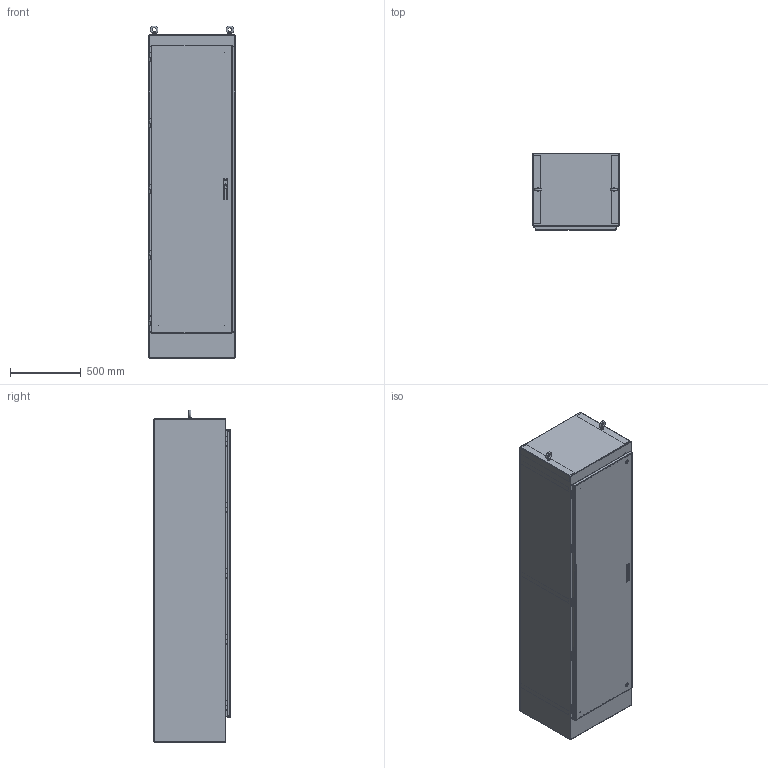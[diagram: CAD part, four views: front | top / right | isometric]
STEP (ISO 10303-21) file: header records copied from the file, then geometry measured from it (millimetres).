
FILE_DESCRIPTION( ( 'Unknown' ), '1' );
FILE_NAME( 'FRS902420_12GA_EMKA3P.stp', 'Unknown', ( 'Unknown' ), ( 'Unknown' ), 'PSStep 16.0.42', 'Unknown', ' ' );
FILE_SCHEMA( ( 'AUTOMOTIVE_DESIGN { 1 0 10303 214 1 1 1 1 }' ) );
Length unit declared in the file: millimetre
Products named in the file (24): POIGNÉE EMKA ASSEMBLÉE GAUCHE; ADAPTEUR_TIGE; BKTL-AFF_ASSEMBLY; BKTL-AFF; 0.375-16 x 0.750 AC_CKL 118-510-340; FRS9024_12GA_4123R_EMKA3P_GAUCHE; Penture HD Acier - GAUCHE_porte; 0.250-20 x 0.750 AC_CD 201-008-799; M6 x 20mm AC_CD 275-081-189; Guide Tige EMKA M6x20; TIGE EMKA-FRS90_HAUT; TIGE EMKA-FRS90_BAS; FRS9024_12GA_4123R_EMKA3P; FRS902420_12GA_412_L; Penture HD Acier - GAUCHE_boitier; OEILLET DE LEVAGE; canstrut-FRS_FRSD-20; FRS90xx20COTE-D_12GA; RENFORT20; FRS902420L_12GA; FRSXX2420H_12GA_4123R; FRSXX2420B_12GA_412; Assem1; AFF9024_12GA
Assembly tree (46 placements, depth 4):
  Assem1
    AFF9024_12GA
    FRS902420_12GA_412_L
      Penture HD Acier - GAUCHE_boitier  x5
      OEILLET DE LEVAGE  x2
      canstrut-FRS_FRSD-20  x6
      FRS90xx20COTE-D_12GA
      RENFORT20  x2
      FRS902420L_12GA
      FRSXX2420H_12GA_4123R
      FRSXX2420B_12GA_412
      BKTL-AFF_ASSEMBLY  x6
        BKTL-AFF
        0.375-16 x 0.750 AC_CKL 118-510-340
    FRS9024_12GA_4123R_EMKA3P_GAUCHE
      Penture HD Acier - GAUCHE_porte  x5
      0.250-20 x 0.750 AC_CD 201-008-799
      M6 x 20mm AC_CD 275-081-189  x2
      Guide Tige EMKA M6x20  x2
      TIGE EMKA-FRS90_HAUT
      TIGE EMKA-FRS90_BAS
      FRS9024_12GA_4123R_EMKA3P
      POIGNÉE EMKA ASSEMBLÉE GAUCHE
        ADAPTEUR_TIGE  x2
Bounding box: 611.19 x 540.37 x 2349.78 mm (x, y, z)
Volume: 20263097.2 mm3; surface area: 15261604.2 mm2
Topology: 47 solids, 49 shells, 2686 faces, 6518 edges, 4284 vertices
Faces by surface type: plane 1820, cylinder 386, extrusion 336, bspline 52, cone 42, torus 30, sphere 20
Full cylindrical faces by diameter (mm): 0.346 x4, 0.508 x3, 0.794 x6, 3.023 x12, 3.162 x20, 3.175 x32, 4 x8, 4.496 x1, 4.775 x5, 4.877 x2, 5 x4, 5.5 x4, 5.994 x4, 6.2 x2, 6.35 x1, 6.807 x2, 7.137 x2, 7.798 x1, 8 x4, 8.4 x2, 8.966 x6, 9 x2, 9.525 x6, 11 x2, 11.1 x6, 12.7 x4, 14.275 x2, 15 x6, 15.875 x2, 16.192 x6
Entity records: 67120 total; most frequent: CARTESIAN_POINT 22645, ORIENTED_EDGE 6750, DIRECTION 5427, EDGE_CURVE 3375, VERTEX_POINT 2311, EDGE_LOOP 1948, AXIS2_PLACEMENT_3D 1830, VECTOR 1767
